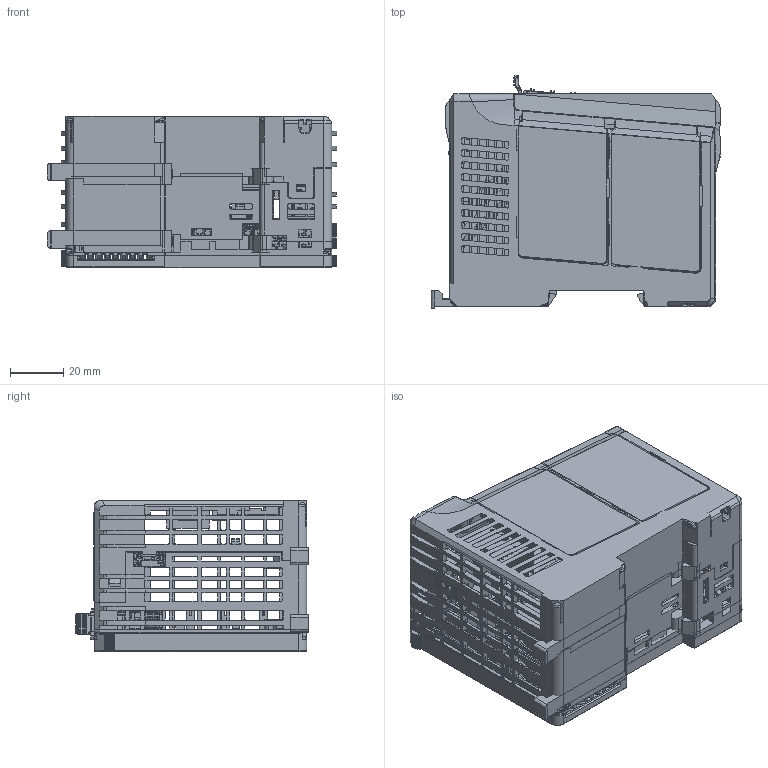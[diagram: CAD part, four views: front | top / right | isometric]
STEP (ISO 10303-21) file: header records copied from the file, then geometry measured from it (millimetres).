
FILE_DESCRIPTION((''),'2;1');
FILE_NAME('CPU-20240509_ASM','2024-06-13T10:58:04',('admin'),(''),'CREO PARAMETRIC BY PTC INC, 2019164','CREO PARAMETRIC BY PTC INC, 2019164','');
FILE_SCHEMA(('CONFIG_CONTROL_DESIGN'));
Products named in the file (1): CPU-20240509_ASM
Bounding box: 108.86 x 87.68 x 57 mm (x, y, z)
Surface area: 70536.1 mm2 (no closed solid volume)
Topology: 0 solids, 309 shells, 6829 faces, 22586 edges, 16080 vertices
Faces by surface type: plane 4694, cylinder 1589, cone 233, bspline 152, extrusion 111, torus 45, sphere 5
Entity records: 269208 total; most frequent: CARTESIAN_POINT 76254, ORIENTED_EDGE 39049, DIRECTION 37186, EDGE_CURVE 22578, VECTOR 17014, LINE 16903, VERTEX_POINT 16080, AXIS2_PLACEMENT_3D 10086
